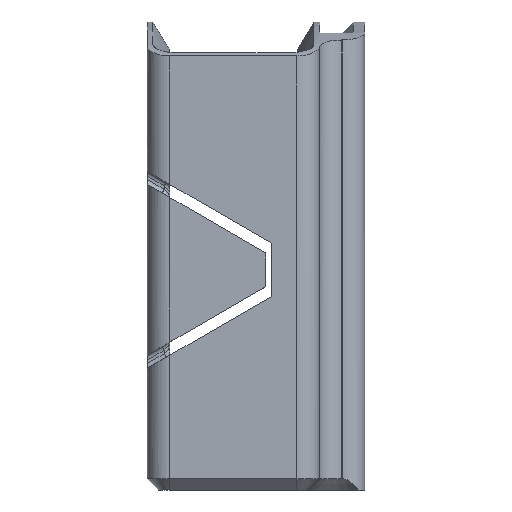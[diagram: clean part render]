
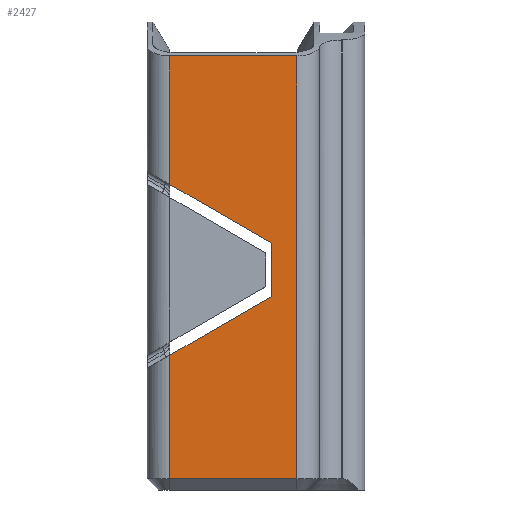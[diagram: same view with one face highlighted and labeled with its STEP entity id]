
A CAD part, front view. The second image highlights one B-rep face of the part: STEP entity #2427.
In plain terms, the highlighted planar face has unit normal (0, -1, 0).
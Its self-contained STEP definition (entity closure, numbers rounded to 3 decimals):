
#71=PLANE('',#2615);
#243=FACE_OUTER_BOUND('',#374,.T.);
#374=EDGE_LOOP('',(#1984,#1985,#1986,#1987,#1988,#1989,#1990,#1991));
#507=LINE('',#3644,#756);
#512=LINE('',#3713,#761);
#570=LINE('',#3948,#819);
#625=LINE('',#4151,#874);
#640=LINE('',#4181,#889);
#641=LINE('',#4183,#890);
#642=LINE('',#4184,#891);
#643=LINE('',#4185,#892);
#756=VECTOR('',#2794,10.);
#761=VECTOR('',#2815,10.);
#819=VECTOR('',#2927,10.);
#874=VECTOR('',#3034,10.);
#889=VECTOR('',#3071,10.);
#890=VECTOR('',#3074,10.);
#891=VECTOR('',#3075,10.);
#892=VECTOR('',#3076,10.);
#1053=VERTEX_POINT('',#3641);
#1054=VERTEX_POINT('',#3643);
#1063=VERTEX_POINT('',#3710);
#1064=VERTEX_POINT('',#3712);
#1132=VERTEX_POINT('',#3936);
#1133=VERTEX_POINT('',#3947);
#1177=VERTEX_POINT('',#4145);
#1178=VERTEX_POINT('',#4149);
#1309=EDGE_CURVE('',#1054,#1053,#507,.T.);
#1321=EDGE_CURVE('',#1064,#1063,#512,.T.);
#1401=EDGE_CURVE('',#1133,#1132,#570,.T.);
#1469=EDGE_CURVE('',#1177,#1178,#625,.T.);
#1488=EDGE_CURVE('',#1178,#1063,#640,.T.);
#1489=EDGE_CURVE('',#1133,#1177,#641,.T.);
#1490=EDGE_CURVE('',#1054,#1132,#642,.T.);
#1491=EDGE_CURVE('',#1053,#1064,#643,.T.);
#1984=ORIENTED_EDGE('',*,*,#1469,.F.);
#1985=ORIENTED_EDGE('',*,*,#1489,.F.);
#1986=ORIENTED_EDGE('',*,*,#1401,.T.);
#1987=ORIENTED_EDGE('',*,*,#1490,.F.);
#1988=ORIENTED_EDGE('',*,*,#1309,.T.);
#1989=ORIENTED_EDGE('',*,*,#1491,.T.);
#1990=ORIENTED_EDGE('',*,*,#1321,.T.);
#1991=ORIENTED_EDGE('',*,*,#1488,.F.);
#2427=ADVANCED_FACE('',(#243),#71,.T.);
#2615=AXIS2_PLACEMENT_3D('',#4182,#3072,#3073);
#2794=DIRECTION('',(0.866,0.,-0.5));
#2815=DIRECTION('',(-0.866,0.,-0.5));
#2927=DIRECTION('',(-1.,0.,0.));
#3034=DIRECTION('',(-1.,0.,0.));
#3071=DIRECTION('',(0.,0.,1.));
#3072=DIRECTION('center_axis',(0.,-1.,0.));
#3073=DIRECTION('ref_axis',(1.,0.,0.));
#3074=DIRECTION('',(0.,0.,-1.));
#3075=DIRECTION('',(0.,0.,1.));
#3076=DIRECTION('',(0.,0.,-1.));
#3641=CARTESIAN_POINT('',(22.,0.,40.732));
#3643=CARTESIAN_POINT('',(4.,0.,51.124));
#3644=CARTESIAN_POINT('',(11.569,0.,46.755));
#3710=CARTESIAN_POINT('',(4.,0.,20.876));
#3712=CARTESIAN_POINT('',(22.,0.,31.268));
#3713=CARTESIAN_POINT('',(6.98,0.,22.596));
#3936=CARTESIAN_POINT('',(4.,0.,73.88));
#3947=CARTESIAN_POINT('',(26.5,0.,73.88));
#3948=CARTESIAN_POINT('',(25.942,0.,73.88));
#4145=CARTESIAN_POINT('',(26.5,0.,-1.));
#4149=CARTESIAN_POINT('',(4.,0.,-1.));
#4151=CARTESIAN_POINT('',(7.625,0.,-1.));
#4181=CARTESIAN_POINT('',(4.,0.,0.));
#4182=CARTESIAN_POINT('Origin',(0.,0.,0.));
#4183=CARTESIAN_POINT('',(26.5,0.,0.));
#4184=CARTESIAN_POINT('',(4.,0.,0.));
#4185=CARTESIAN_POINT('',(22.,0.,20.366));
